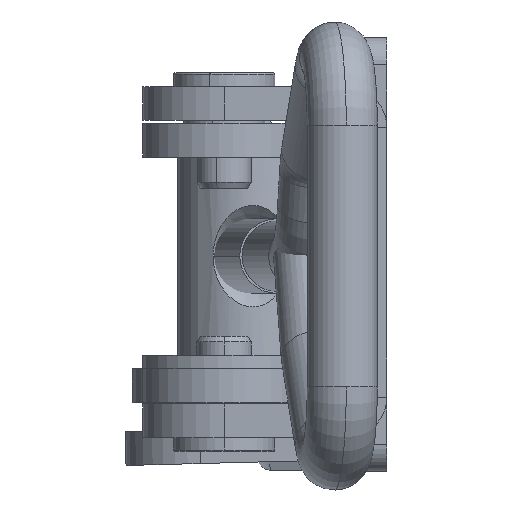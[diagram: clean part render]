
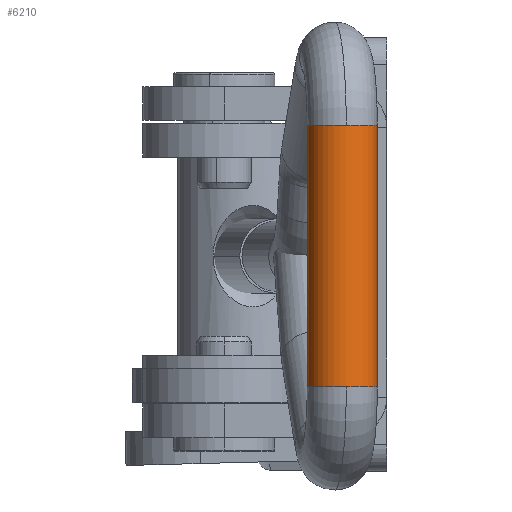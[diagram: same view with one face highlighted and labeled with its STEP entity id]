
A CAD part, left-side view. The second image highlights one B-rep face of the part: STEP entity #6210.
In plain terms, the highlighted cylindrical face has radius 2.59 mm (diameter 5.18 mm), a partial arc.
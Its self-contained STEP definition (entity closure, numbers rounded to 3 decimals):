
#139 = EDGE_LOOP ( 'NONE', ( #6343, #1915, #737, #3075, #4621, #2015 ) ) ;
#211 = DIRECTION ( 'NONE',  ( 0., 0., 1. ) ) ;
#338 = LINE ( 'NONE', #3154, #5808 ) ;
#374 = CIRCLE ( 'NONE', #5346, 2.59 ) ;
#725 = EDGE_CURVE ( 'NONE', #5119, #6691, #2966, .T. ) ;
#736 = DIRECTION ( 'NONE',  ( -1., 0., 0. ) ) ;
#737 = ORIENTED_EDGE ( 'NONE', *, *, #725, .T. ) ;
#919 = CARTESIAN_POINT ( 'NONE',  ( -9.65, 77.41, -2.59 ) ) ;
#1264 = CIRCLE ( 'NONE', #6159, 2.59 ) ;
#1372 = CIRCLE ( 'NONE', #2684, 2.59 ) ;
#1560 = CARTESIAN_POINT ( 'NONE',  ( 9.65, 77.41, 0. ) ) ;
#1574 = VECTOR ( 'NONE', #5374, 1000. ) ;
#1610 = EDGE_CURVE ( 'NONE', #6403, #5628, #374, .T. ) ;
#1672 = CARTESIAN_POINT ( 'NONE',  ( -9.65, 80., 0. ) ) ;
#1718 = EDGE_CURVE ( 'NONE', #5628, #6691, #3779, .T. ) ;
#1806 = CARTESIAN_POINT ( 'NONE',  ( -9.65, 77.41, 2.59 ) ) ;
#1860 = AXIS2_PLACEMENT_3D ( 'NONE', #5847, #2698, #3228 ) ;
#1915 = ORIENTED_EDGE ( 'NONE', *, *, #4895, .T. ) ;
#2015 = ORIENTED_EDGE ( 'NONE', *, *, #4401, .F. ) ;
#2078 = DIRECTION ( 'NONE',  ( 0., 0., 1. ) ) ;
#2338 = DIRECTION ( 'NONE',  ( -1., 0., 0. ) ) ;
#2390 = CARTESIAN_POINT ( 'NONE',  ( 9.65, 77.41, 2.59 ) ) ;
#2546 = DIRECTION ( 'NONE',  ( -1., 0., 0. ) ) ;
#2684 = AXIS2_PLACEMENT_3D ( 'NONE', #5699, #2546, #6218 ) ;
#2698 = DIRECTION ( 'NONE',  ( -1., 0., 0. ) ) ;
#2884 = CARTESIAN_POINT ( 'NONE',  ( 9.65, 77.41, -2.59 ) ) ;
#2966 = LINE ( 'NONE', #2884, #1574 ) ;
#3075 = ORIENTED_EDGE ( 'NONE', *, *, #1718, .F. ) ;
#3154 = CARTESIAN_POINT ( 'NONE',  ( 9.65, 77.41, 2.59 ) ) ;
#3228 = DIRECTION ( 'NONE',  ( 0., 0., 1. ) ) ;
#3779 = CIRCLE ( 'NONE', #6612, 2.59 ) ;
#3836 = DIRECTION ( 'NONE',  ( 0., 0., 1. ) ) ;
#4264 = FACE_OUTER_BOUND ( 'NONE', #139, .T. ) ;
#4401 = EDGE_CURVE ( 'NONE', #6507, #6403, #338, .T. ) ;
#4621 = ORIENTED_EDGE ( 'NONE', *, *, #1610, .F. ) ;
#4830 = CARTESIAN_POINT ( 'NONE',  ( -9.65, 77.41, 0. ) ) ;
#4895 = EDGE_CURVE ( 'NONE', #5442, #5119, #1264, .T. ) ;
#5119 = VERTEX_POINT ( 'NONE', #6446 ) ;
#5205 = DIRECTION ( 'NONE',  ( -1., 0., 0. ) ) ;
#5346 = AXIS2_PLACEMENT_3D ( 'NONE', #4830, #2338, #3836 ) ;
#5374 = DIRECTION ( 'NONE',  ( -1., 0., 0. ) ) ;
#5442 = VERTEX_POINT ( 'NONE', #5606 ) ;
#5487 = CYLINDRICAL_SURFACE ( 'NONE', #1860, 2.59 ) ;
#5606 = CARTESIAN_POINT ( 'NONE',  ( 9.65, 80., 0. ) ) ;
#5628 = VERTEX_POINT ( 'NONE', #1672 ) ;
#5699 = CARTESIAN_POINT ( 'NONE',  ( 9.65, 77.41, 0. ) ) ;
#5808 = VECTOR ( 'NONE', #6289, 1000. ) ;
#5847 = CARTESIAN_POINT ( 'NONE',  ( 9.65, 77.41, 0. ) ) ;
#6014 = EDGE_CURVE ( 'NONE', #6507, #5442, #1372, .T. ) ;
#6159 = AXIS2_PLACEMENT_3D ( 'NONE', #1560, #5205, #2078 ) ;
#6210 = ADVANCED_FACE ( 'NONE', ( #4264 ), #5487, .T. ) ;
#6218 = DIRECTION ( 'NONE',  ( 0., 0., 1. ) ) ;
#6289 = DIRECTION ( 'NONE',  ( -1., 0., 0. ) ) ;
#6343 = ORIENTED_EDGE ( 'NONE', *, *, #6014, .T. ) ;
#6403 = VERTEX_POINT ( 'NONE', #1806 ) ;
#6446 = CARTESIAN_POINT ( 'NONE',  ( 9.65, 77.41, -2.59 ) ) ;
#6507 = VERTEX_POINT ( 'NONE', #2390 ) ;
#6612 = AXIS2_PLACEMENT_3D ( 'NONE', #6737, #736, #211 ) ;
#6691 = VERTEX_POINT ( 'NONE', #919 ) ;
#6737 = CARTESIAN_POINT ( 'NONE',  ( -9.65, 77.41, 0. ) ) ;
